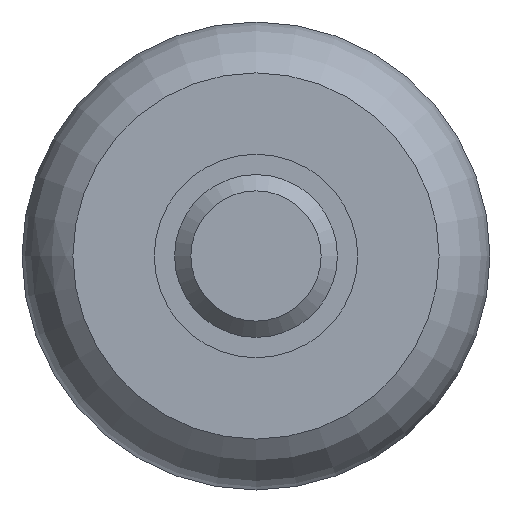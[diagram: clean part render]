
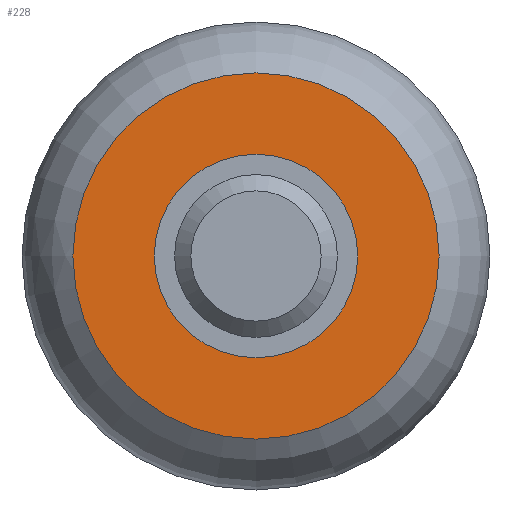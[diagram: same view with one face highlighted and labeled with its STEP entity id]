
A CAD part, left-side view. The second image highlights one B-rep face of the part: STEP entity #228.
In plain terms, the highlighted planar face has unit normal (-1, 0, 0).
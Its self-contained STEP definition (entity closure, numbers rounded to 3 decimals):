
#88=FACE_OUTER_BOUND('',#116,.T.);
#116=EDGE_LOOP('',(#196));
#138=CIRCLE('',#267,9.);
#154=VERTEX_POINT('',#413);
#170=EDGE_CURVE('',#154,#154,#138,.T.);
#196=ORIENTED_EDGE('',*,*,#170,.F.);
#212=PLANE('',#266);
#228=ADVANCED_FACE('',(#88),#212,.T.);
#266=AXIS2_PLACEMENT_3D('',#412,#338,#339);
#267=AXIS2_PLACEMENT_3D('',#414,#340,#341);
#338=DIRECTION('center_axis',(-1.,0.,0.));
#339=DIRECTION('ref_axis',(0.,0.,1.));
#340=DIRECTION('center_axis',(1.,0.,0.));
#341=DIRECTION('ref_axis',(0.,1.,0.));
#412=CARTESIAN_POINT('Origin',(-30.544,3.943,0.));
#413=CARTESIAN_POINT('',(-30.544,8.443,0.));
#414=CARTESIAN_POINT('Origin',(-30.544,-0.557,0.));
